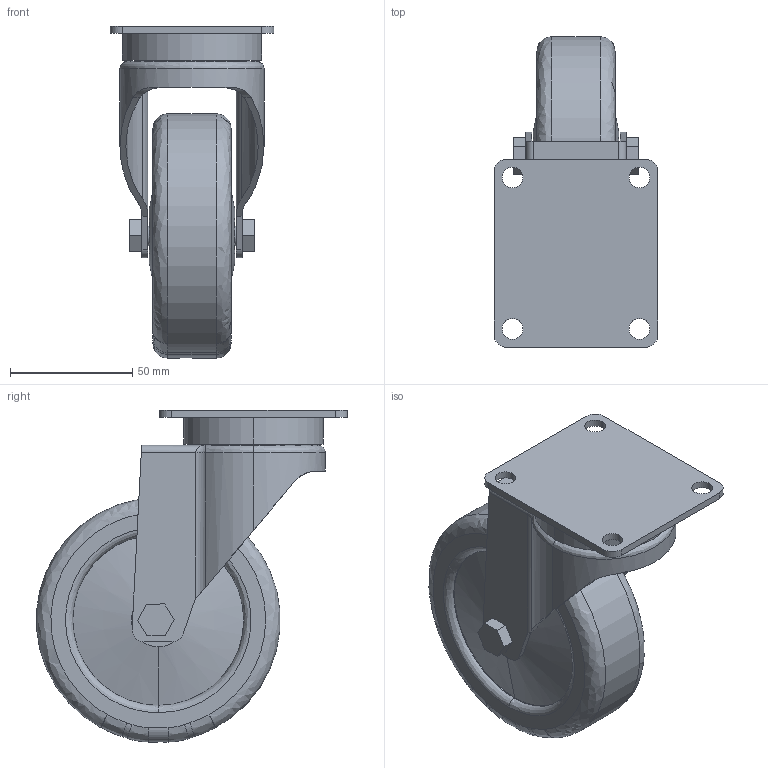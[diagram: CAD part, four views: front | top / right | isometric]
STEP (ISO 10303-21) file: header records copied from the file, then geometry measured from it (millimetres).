
FILE_DESCRIPTION (( 'STEP AP214' ), '1' );
FILE_NAME ('7420165', '2019-02-04T12:25:28', ( '' ), ('JUGARD+KÜNSTNER GmbH'), 'SwSTEP 2.0', 'SolidWorks 2017', '' );
FILE_SCHEMA (( 'AUTOMOTIVE_DESIGN' ));
Length unit declared in the file: millimetre
Products named in the file (1): 7420165_CNAJF00
Bounding box: 67 x 127.35 x 136 mm (x, y, z)
Volume: 279411.5 mm3; surface area: 61848.8 mm2
Topology: 1 solids, 1 shells, 137 faces, 346 edges, 218 vertices
Faces by surface type: cylinder 55, plane 42, bspline 36, cone 4
Entity records: 7088 total; most frequent: CARTESIAN_POINT 2482, ORIENTED_EDGE 684, DIRECTION 578, EDGE_CURVE 342, VERTEX_POINT 218, AXIS2_PLACEMENT_3D 216, EDGE_LOOP 158, VECTOR 146
